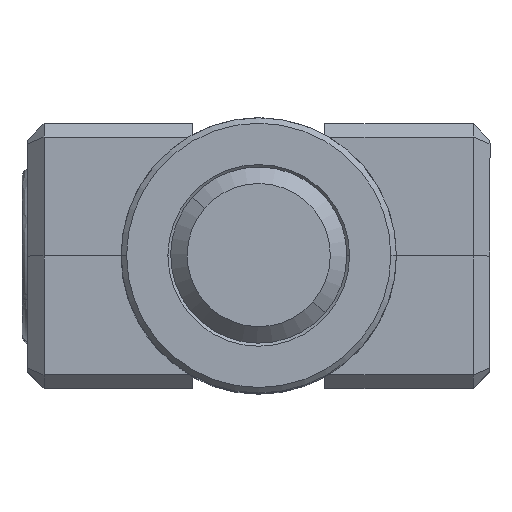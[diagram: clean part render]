
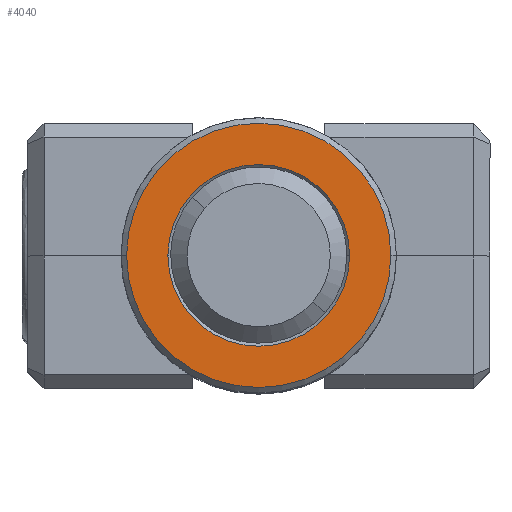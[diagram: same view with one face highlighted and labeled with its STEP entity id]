
A CAD part, top view. The second image highlights one B-rep face of the part: STEP entity #4040.
In plain terms, the highlighted face is planar.
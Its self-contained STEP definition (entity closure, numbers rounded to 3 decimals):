
#106 = ORIENTED_EDGE ( 'NONE', *, *, #4307, .F. ) ;
#115 = DIRECTION ( 'NONE',  ( 0., 0., 1. ) ) ;
#145 = AXIS2_PLACEMENT_3D ( 'NONE', #4777, #4327, #493 ) ;
#493 = DIRECTION ( 'NONE',  ( -1., 0., 0. ) ) ;
#803 = VERTEX_POINT ( 'NONE', #2142 ) ;
#1279 = AXIS2_PLACEMENT_3D ( 'NONE', #3398, #3506, #5230 ) ;
#1364 = DIRECTION ( 'NONE',  ( 1., 0., 0. ) ) ;
#1453 = AXIS2_PLACEMENT_3D ( 'NONE', #3971, #115, #1364 ) ;
#1463 = CARTESIAN_POINT ( 'NONE',  ( -12., 0., 0. ) ) ;
#1816 = CIRCLE ( 'NONE', #4955, 12. ) ;
#2081 = VERTEX_POINT ( 'NONE', #1463 ) ;
#2142 = CARTESIAN_POINT ( 'NONE',  ( 8.25, 0., 0. ) ) ;
#2644 = FACE_OUTER_BOUND ( 'NONE', #4922, .T. ) ;
#2717 = EDGE_LOOP ( 'NONE', ( #4297, #3503 ) ) ;
#2806 = CARTESIAN_POINT ( 'NONE',  ( 0., 0., 0. ) ) ;
#2951 = CIRCLE ( 'NONE', #3654, 8.25 ) ;
#2956 = EDGE_CURVE ( 'NONE', #4358, #803, #2951, .T. ) ;
#3057 = VERTEX_POINT ( 'NONE', #5490 ) ;
#3223 = DIRECTION ( 'NONE',  ( -1., 0., 0. ) ) ;
#3277 = CARTESIAN_POINT ( 'NONE',  ( 0., 0., 0. ) ) ;
#3313 = DIRECTION ( 'NONE',  ( 1., 0., 0. ) ) ;
#3398 = CARTESIAN_POINT ( 'NONE',  ( 0., 0., 0. ) ) ;
#3503 = ORIENTED_EDGE ( 'NONE', *, *, #3675, .F. ) ;
#3506 = DIRECTION ( 'NONE',  ( 0., 0., 1. ) ) ;
#3654 = AXIS2_PLACEMENT_3D ( 'NONE', #3277, #4995, #3223 ) ;
#3675 = EDGE_CURVE ( 'NONE', #803, #4358, #4796, .T. ) ;
#3971 = CARTESIAN_POINT ( 'NONE',  ( 0., 0., 0. ) ) ;
#4040 = ADVANCED_FACE ( 'NONE', ( #2644, #5173 ), #4355, .F. ) ;
#4115 = DIRECTION ( 'NONE',  ( 0., 0., 1. ) ) ;
#4297 = ORIENTED_EDGE ( 'NONE', *, *, #2956, .F. ) ;
#4307 = EDGE_CURVE ( 'NONE', #2081, #3057, #1816, .T. ) ;
#4327 = DIRECTION ( 'NONE',  ( 0., 0., -1. ) ) ;
#4355 = PLANE ( 'NONE',  #1279 ) ;
#4358 = VERTEX_POINT ( 'NONE', #4973 ) ;
#4645 = EDGE_CURVE ( 'NONE', #3057, #2081, #5232, .T. ) ;
#4777 = CARTESIAN_POINT ( 'NONE',  ( 0., 0., 0. ) ) ;
#4796 = CIRCLE ( 'NONE', #145, 8.25 ) ;
#4922 = EDGE_LOOP ( 'NONE', ( #5195, #106 ) ) ;
#4955 = AXIS2_PLACEMENT_3D ( 'NONE', #2806, #4115, #3313 ) ;
#4973 = CARTESIAN_POINT ( 'NONE',  ( -8.25, 0., 0. ) ) ;
#4995 = DIRECTION ( 'NONE',  ( 0., 0., -1. ) ) ;
#5173 = FACE_BOUND ( 'NONE', #2717, .T. ) ;
#5195 = ORIENTED_EDGE ( 'NONE', *, *, #4645, .F. ) ;
#5230 = DIRECTION ( 'NONE',  ( 1., 0., 0. ) ) ;
#5232 = CIRCLE ( 'NONE', #1453, 12. ) ;
#5490 = CARTESIAN_POINT ( 'NONE',  ( 12., 0., 0. ) ) ;
